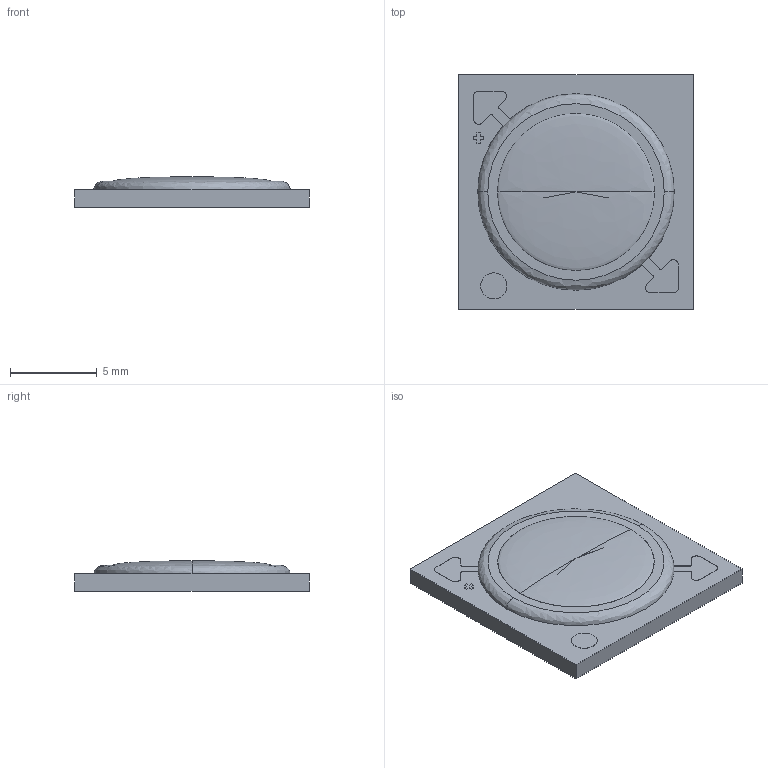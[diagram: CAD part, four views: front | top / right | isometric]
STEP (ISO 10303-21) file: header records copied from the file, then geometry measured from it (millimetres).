
FILE_DESCRIPTION (( 'STEP AP214' ), '1' );
FILE_NAME ('NFxxxxEJC-Vx.STEP', '2025-08-04T04:49:58', ( '' ), ( '' ), 'SwSTEP 2.0', 'SolidWorks 2022', '' );
FILE_SCHEMA (( 'AUTOMOTIVE_DESIGN' ));
Length unit declared in the file: millimetre
Products named in the file (8): 4; 2; 1; 7; 6; 3; NFxxxxEJC-Vx; 5
Assembly tree (7 placements, depth 2):
  NFxxxxEJC-Vx
    1
    2
    3
    4
    5
    6
    7
Bounding box: 13.5 x 13.5 x 1.75 mm (x, y, z)
Volume: 241 mm3; surface area: 776.5 mm2
Topology: 7 solids, 7 shells, 59 faces, 138 edges, 91 vertices
Faces by surface type: plane 43, cylinder 12, bspline 4
Entity records: 2042 total; most frequent: CARTESIAN_POINT 368, DIRECTION 292, ORIENTED_EDGE 272, EDGE_CURVE 136, VECTOR 102, LINE 102, AXIS2_PLACEMENT_3D 95, VERTEX_POINT 91
